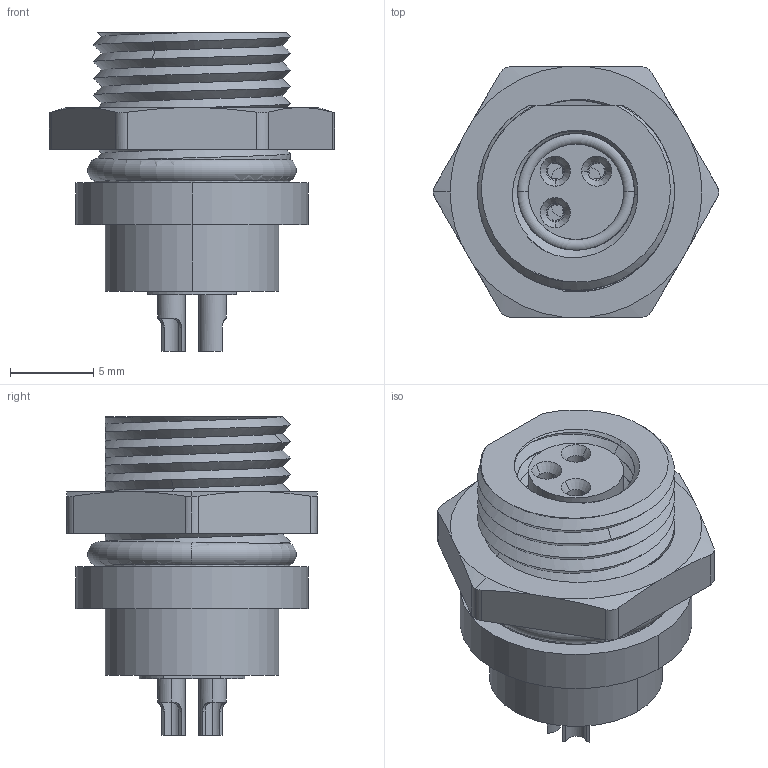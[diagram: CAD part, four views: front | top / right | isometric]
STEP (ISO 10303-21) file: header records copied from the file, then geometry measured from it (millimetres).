
FILE_DESCRIPTION((''),'2;1');
FILE_NAME('219A-03FAF_C_1','2016-09-30T',('tim.lee'),(''),'CREO PARAMETRIC BY PTC INC, 2015200','CREO PARAMETRIC BY PTC INC, 2015200','');
FILE_SCHEMA(('CONFIG_CONTROL_DESIGN'));
Length unit declared in the file: millimetre
Products named in the file (1): 219A-03FAF_C_1
Bounding box: 17.07 x 15 x 19.1 mm (x, y, z)
Volume: 1683.2 mm3; surface area: 2286.5 mm2
Topology: 2 solids, 6 shells, 369 faces, 999 edges, 659 vertices
Faces by surface type: cylinder 152, plane 102, cone 82, bspline 29, torus 4
Entity records: 16799 total; most frequent: CARTESIAN_POINT 7795, ORIENTED_EDGE 1998, DIRECTION 1732, EDGE_CURVE 999, AXIS2_PLACEMENT_3D 705, VERTEX_POINT 659, EDGE_LOOP 398, FACE_OUTER_BOUND 369
